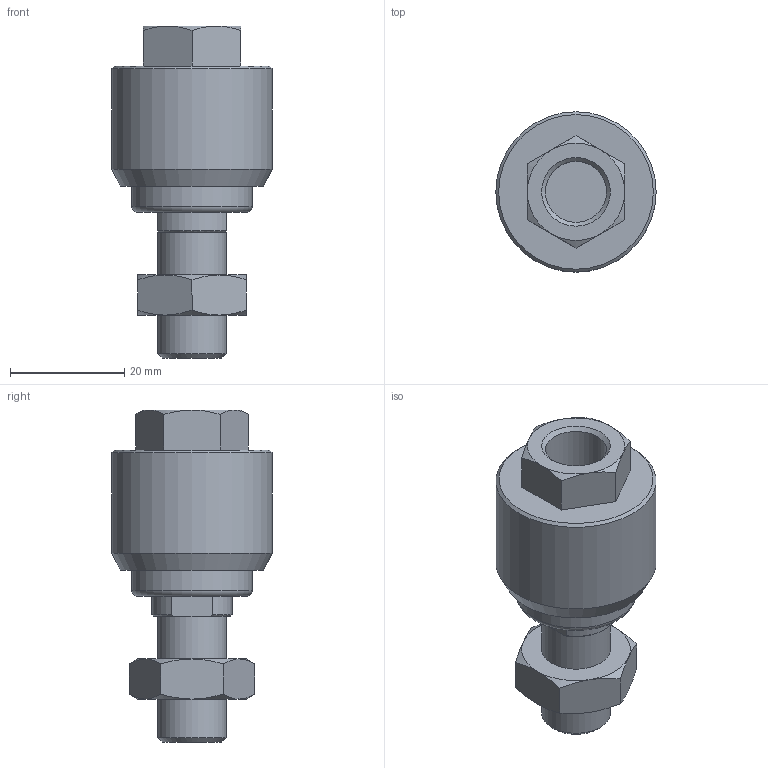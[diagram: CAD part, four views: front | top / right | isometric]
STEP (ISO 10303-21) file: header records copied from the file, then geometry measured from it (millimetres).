
FILE_DESCRIPTION( ( 'STEP AP203' ), '1' );
FILE_NAME( 'F-M12X125F.stp', ' ', ( ' ' ), ( ' ' ), 'PSStep 15.0.47', 'PARTsolutions', ' ' );
FILE_SCHEMA( ( 'CONFIG_CONTROL_DESIGN' ) );
Length unit declared in the file: millimetre
Products named in the file (1): _F-M12X125F
Bounding box: 28 x 28 x 58 mm (x, y, z)
Volume: 19286.3 mm3; surface area: 5607.7 mm2
Topology: 1 solids, 1 shells, 61 faces, 130 edges, 76 vertices
Faces by surface type: cone 28, plane 25, cylinder 7, torus 1
Full cylindrical faces by diameter (mm): 10.647 x1, 12 x2, 21 x1, 28 x1
Entity records: 1736 total; most frequent: CARTESIAN_POINT 490, DIRECTION 242, ORIENTED_EDGE 234, EDGE_CURVE 117, AXIS2_PLACEMENT_3D 107, EDGE_LOOP 78, VERTEX_POINT 75, FACE_OUTER_BOUND 67
